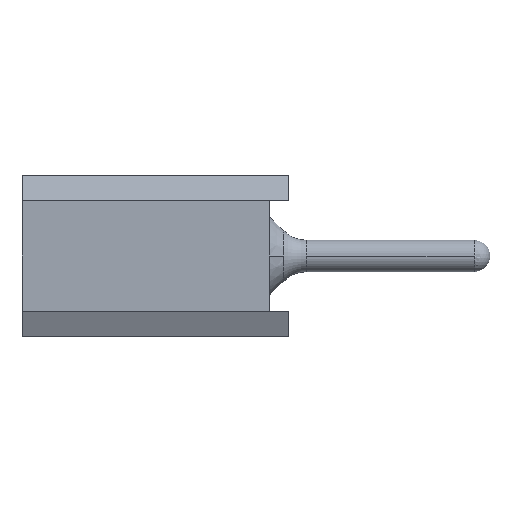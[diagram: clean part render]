
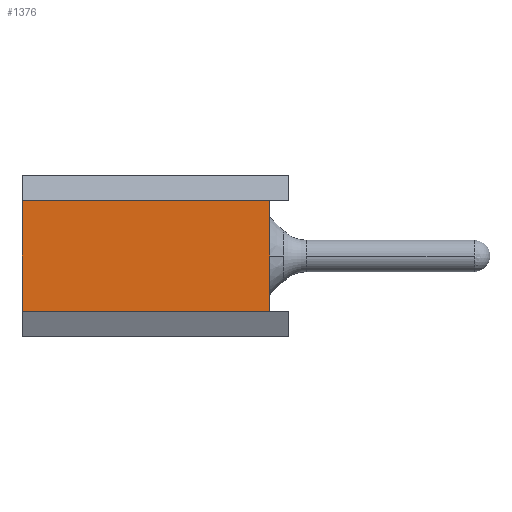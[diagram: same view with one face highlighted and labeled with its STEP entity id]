
A CAD part, left-side view. The second image highlights one B-rep face of the part: STEP entity #1376.
In plain terms, the highlighted planar face has unit normal (-1, 0, 0).
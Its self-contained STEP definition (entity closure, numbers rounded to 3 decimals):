
#1054=VERTEX_POINT('',#2792);
#1186=EDGE_CURVE('',#1468,#1538,#2940,.T.);
#1376=ADVANCED_FACE('',(#3149),#3150,.T.);
#1388=EDGE_CURVE('',#1468,#1054,#3164,.T.);
#1468=VERTEX_POINT('',#3253);
#1538=VERTEX_POINT('',#3330);
#1898=EDGE_CURVE('',#2214,#1054,#3725,.T.);
#1950=EDGE_CURVE('',#1538,#2214,#3780,.T.);
#2214=VERTEX_POINT('',#4078);
#2792=CARTESIAN_POINT('',(-5.08,4.2,-0.87));
#2940=LINE('',#4964,#4965);
#3149=FACE_OUTER_BOUND('',#5244,.T.);
#3150=PLANE('',#5245);
#3164=LINE('',#5262,#5263);
#3253=CARTESIAN_POINT('',(-5.08,0.3,-0.87));
#3330=CARTESIAN_POINT('',(-5.08,0.3,0.87));
#3725=LINE('',#6023,#6024);
#3780=LINE('',#6101,#6102);
#4078=CARTESIAN_POINT('',(-5.08,4.2,0.87));
#4964=CARTESIAN_POINT('',(-5.08,0.3,0.435));
#4965=VECTOR('',#7490,1.0);
#5244=EDGE_LOOP('',(#7726,#7727,#7728,#7729));
#5245=AXIS2_PLACEMENT_3D('',#7730,#7731,#7732);
#5262=CARTESIAN_POINT('',(-5.08,0.,-0.87));
#5263=VECTOR('',#7751,1.0);
#6023=CARTESIAN_POINT('',(-5.08,4.2,0.87));
#6024=VECTOR('',#8412,1.0);
#6101=CARTESIAN_POINT('',(-5.08,0.,0.87));
#6102=VECTOR('',#8452,1.0);
#7490=DIRECTION('',(0.0,0.0,1.0));
#7726=ORIENTED_EDGE('',*,*,#1186,.T.);
#7727=ORIENTED_EDGE('',*,*,#1950,.T.);
#7728=ORIENTED_EDGE('',*,*,#1898,.T.);
#7729=ORIENTED_EDGE('',*,*,#1388,.F.);
#7730=CARTESIAN_POINT('',(-5.08,0.,0.87));
#7731=DIRECTION('',(-1.0,0.0,0.0));
#7732=DIRECTION('',(0.0,0.0,1.0));
#7751=DIRECTION('',(0.0,1.0,0.));
#8412=DIRECTION('',(0.0,0.,-1.0));
#8452=DIRECTION('',(0.0,1.0,0.));
